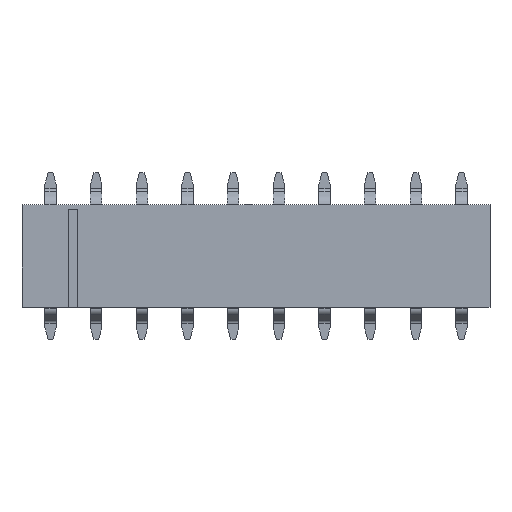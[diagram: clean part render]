
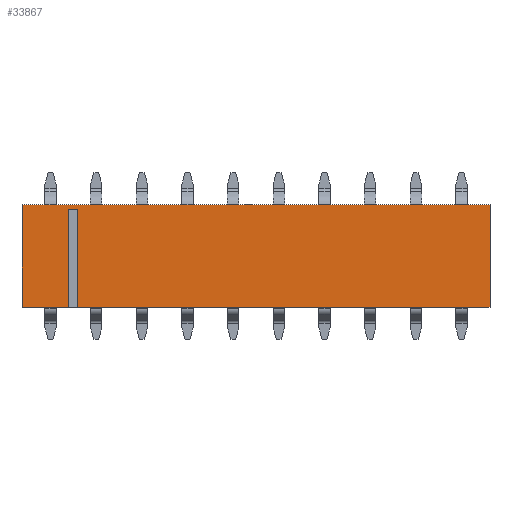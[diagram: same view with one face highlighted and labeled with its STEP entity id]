
A CAD part, top view. The second image highlights one B-rep face of the part: STEP entity #33867.
In plain terms, the highlighted planar face has unit normal (0, 0, 1).
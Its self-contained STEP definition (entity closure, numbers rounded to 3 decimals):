
#685=CARTESIAN_POINT('',(10.25,-2.25,2.));
#686=VERTEX_POINT('',#685);
#693=CARTESIAN_POINT('',(-7.8,-2.25,2.));
#694=VERTEX_POINT('',#693);
#695=CARTESIAN_POINT('',(10.25,-2.25,2.));
#696=DIRECTION('',(-1.,0.,0.));
#697=VECTOR('',#696,18.05);
#698=LINE('',#695,#697);
#699=EDGE_CURVE('',#686,#694,#698,.T.);
#717=CARTESIAN_POINT('',(-8.2,-2.25,2.));
#718=VERTEX_POINT('',#717);
#725=CARTESIAN_POINT('',(-10.25,-2.25,2.));
#726=VERTEX_POINT('',#725);
#727=CARTESIAN_POINT('',(-8.2,-2.25,2.));
#728=DIRECTION('',(-1.,0.,0.));
#729=VECTOR('',#728,2.05);
#730=LINE('',#727,#729);
#731=EDGE_CURVE('',#718,#726,#730,.T.);
#5266=CARTESIAN_POINT('',(10.25,2.25,2.));
#5267=VERTEX_POINT('',#5266);
#5274=CARTESIAN_POINT('',(10.25,-2.25,2.));
#5275=DIRECTION('',(0.,1.,0.));
#5276=VECTOR('',#5275,4.5);
#5277=LINE('',#5274,#5276);
#5278=EDGE_CURVE('',#686,#5267,#5277,.T.);
#5289=CARTESIAN_POINT('',(-10.25,2.25,2.));
#5290=VERTEX_POINT('',#5289);
#5291=CARTESIAN_POINT('',(-10.25,-2.25,2.));
#5292=DIRECTION('',(0.,1.,0.));
#5293=VECTOR('',#5292,4.5);
#5294=LINE('',#5291,#5293);
#5295=EDGE_CURVE('',#726,#5290,#5294,.T.);
#7003=CARTESIAN_POINT('',(-7.8,2.05,2.));
#7004=VERTEX_POINT('',#7003);
#7005=CARTESIAN_POINT('',(-7.8,2.05,2.));
#7006=DIRECTION('',(0.,-1.,0.));
#7007=VECTOR('',#7006,4.3);
#7008=LINE('',#7005,#7007);
#7009=EDGE_CURVE('',#7004,#694,#7008,.T.);
#7059=CARTESIAN_POINT('',(-8.2,2.05,2.));
#7060=VERTEX_POINT('',#7059);
#7067=CARTESIAN_POINT('',(-8.2,-2.25,2.));
#7068=DIRECTION('',(0.,1.,0.));
#7069=VECTOR('',#7068,4.3);
#7070=LINE('',#7067,#7069);
#7071=EDGE_CURVE('',#718,#7060,#7070,.T.);
#33842=CARTESIAN_POINT('',(0.,0.,2.));
#33843=DIRECTION('',(1.,0.,0.));
#33844=DIRECTION('',(0.,0.,1.));
#33845=AXIS2_PLACEMENT_3D('',#33842,#33844,#33843);
#33846=PLANE('',#33845);
#33847=CARTESIAN_POINT('',(-10.25,2.25,2.));
#33848=DIRECTION('',(1.,0.,0.));
#33849=VECTOR('',#33848,20.5);
#33850=LINE('',#33847,#33849);
#33851=EDGE_CURVE('',#5290,#5267,#33850,.T.);
#33852=ORIENTED_EDGE('',*,*,#33851,.F.);
#33853=ORIENTED_EDGE('',*,*,#5295,.F.);
#33854=ORIENTED_EDGE('',*,*,#731,.F.);
#33855=ORIENTED_EDGE('',*,*,#7071,.T.);
#33856=CARTESIAN_POINT('',(-8.2,2.05,2.));
#33857=DIRECTION('',(1.,0.,0.));
#33858=VECTOR('',#33857,0.4);
#33859=LINE('',#33856,#33858);
#33860=EDGE_CURVE('',#7060,#7004,#33859,.T.);
#33861=ORIENTED_EDGE('',*,*,#33860,.T.);
#33862=ORIENTED_EDGE('',*,*,#7009,.T.);
#33863=ORIENTED_EDGE('',*,*,#699,.F.);
#33864=ORIENTED_EDGE('',*,*,#5278,.T.);
#33865=EDGE_LOOP('',(#33852,#33853,#33854,#33855,#33861,#33862,#33863,#33864));
#33866=FACE_OUTER_BOUND('',#33865,.T.);
#33867=ADVANCED_FACE('',(#33866),#33846,.T.);
